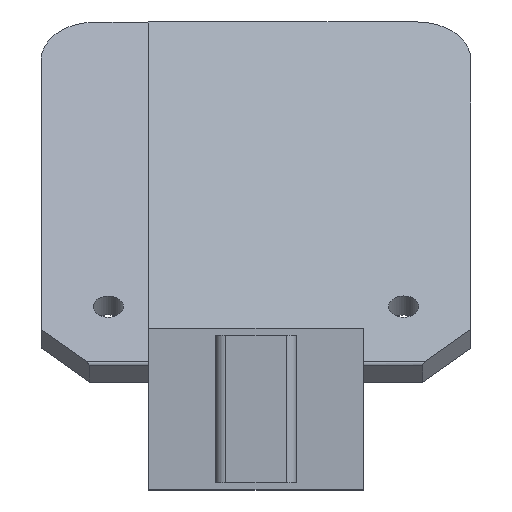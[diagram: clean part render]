
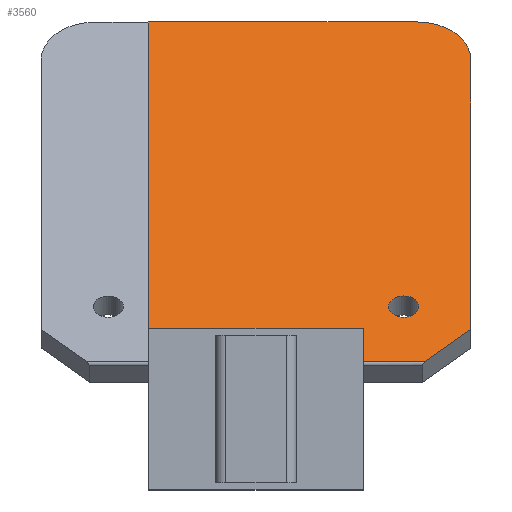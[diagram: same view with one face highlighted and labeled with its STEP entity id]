
A CAD part, top view. The second image highlights one B-rep face of the part: STEP entity #3560.
In plain terms, the highlighted planar face has unit normal (0, 0.707, 0.707).
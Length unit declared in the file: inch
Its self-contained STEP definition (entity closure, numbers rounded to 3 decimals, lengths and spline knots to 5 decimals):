
#116=AXIS2_PLACEMENT_3D('Circle Axis2P3D',#114,#115,$) ;
#3529=AXIS2_PLACEMENT_3D('Plane Axis2P3D',#3526,#3527,#3528) ;
#3544=AXIS2_PLACEMENT_3D('Circle Axis2P3D',#3542,#3543,$) ;
#3553=AXIS2_PLACEMENT_3D('Circle Axis2P3D',#3551,#3552,$) ;
#78=CARTESIAN_POINT('Vertex',(-1.,0.60355,-1.88)) ;
#94=CARTESIAN_POINT('Vertex',(1.,0.60355,-1.88)) ;
#97=CARTESIAN_POINT('Line Origine',(0.,0.60355,-1.88)) ;
#114=CARTESIAN_POINT('Axis2P3D Location',(1.5,3.2552,-4.53165)) ;
#118=CARTESIAN_POINT('Vertex',(1.5,3.60876,-4.8852)) ;
#120=CARTESIAN_POINT('Vertex',(2.,3.2552,-4.53165)) ;
#154=CARTESIAN_POINT('Line Origine',(2.,2.00009,-3.27654)) ;
#158=CARTESIAN_POINT('Vertex',(2.,0.74497,-2.02142)) ;
#520=CARTESIAN_POINT('Vertex',(1.,0.45576,-1.73221)) ;
#711=CARTESIAN_POINT('Line Origine',(1.,0.52966,-1.8061)) ;
#811=CARTESIAN_POINT('Vertex',(1.58,0.44799,-1.72444)) ;
#819=CARTESIAN_POINT('Line Origine',(1.775,0.58588,-1.86232)) ;
#836=CARTESIAN_POINT('Vertex',(1.,0.44799,-1.72444)) ;
#839=CARTESIAN_POINT('Line Origine',(1.,0.45187,-1.72832)) ;
#855=CARTESIAN_POINT('Line Origine',(0.,0.44799,-1.72444)) ;
#2766=CARTESIAN_POINT('Line Origine',(0.25,3.60876,-4.8852)) ;
#2770=CARTESIAN_POINT('Vertex',(-1.,3.60876,-4.8852)) ;
#3408=CARTESIAN_POINT('Line Origine',(-1.,7.05197,-8.32841)) ;
#3526=CARTESIAN_POINT('Axis2P3D Location',(0.,3.60876,-4.8852)) ;
#3542=CARTESIAN_POINT('Axis2P3D Location',(1.375,0.95711,-2.23355)) ;
#3546=CARTESIAN_POINT('Vertex',(1.235,0.95711,-2.23355)) ;
#3548=CARTESIAN_POINT('Vertex',(1.515,0.95711,-2.23355)) ;
#3551=CARTESIAN_POINT('Axis2P3D Location',(1.375,0.95711,-2.23355)) ;
#98=DIRECTION('Vector Direction',(-1.,0.,0.)) ;
#115=DIRECTION('Axis2P3D Direction',(0.,0.707,0.707)) ;
#155=DIRECTION('Vector Direction',(0.,-0.707,0.707)) ;
#712=DIRECTION('Vector Direction',(0.,-0.707,0.707)) ;
#820=DIRECTION('Vector Direction',(0.707,0.5,-0.5)) ;
#840=DIRECTION('Vector Direction',(0.,-0.707,0.707)) ;
#856=DIRECTION('Vector Direction',(1.,0.,0.)) ;
#2767=DIRECTION('Vector Direction',(1.,0.,0.)) ;
#3409=DIRECTION('Vector Direction',(0.,-0.707,0.707)) ;
#3527=DIRECTION('Axis2P3D Direction',(-0.,0.707,0.707)) ;
#3528=DIRECTION('Axis2P3D XDirection',(0.,-0.707,0.707)) ;
#3543=DIRECTION('Axis2P3D Direction',(-0.,0.707,0.707)) ;
#3552=DIRECTION('Axis2P3D Direction',(-0.,0.707,0.707)) ;
#99=VECTOR('Line Direction',#98,0.03937) ;
#156=VECTOR('Line Direction',#155,0.03937) ;
#713=VECTOR('Line Direction',#712,0.03937) ;
#821=VECTOR('Line Direction',#820,0.03937) ;
#841=VECTOR('Line Direction',#840,0.03937) ;
#857=VECTOR('Line Direction',#856,0.03937) ;
#2768=VECTOR('Line Direction',#2767,0.03937) ;
#3410=VECTOR('Line Direction',#3409,0.03937) ;
#3532=ORIENTED_EDGE('',*,*,#101,.F.) ;
#3533=ORIENTED_EDGE('',*,*,#715,.T.) ;
#3534=ORIENTED_EDGE('',*,*,#843,.T.) ;
#3535=ORIENTED_EDGE('',*,*,#859,.T.) ;
#3536=ORIENTED_EDGE('',*,*,#823,.F.) ;
#3537=ORIENTED_EDGE('',*,*,#160,.F.) ;
#3538=ORIENTED_EDGE('',*,*,#122,.F.) ;
#3539=ORIENTED_EDGE('',*,*,#2772,.F.) ;
#3540=ORIENTED_EDGE('',*,*,#3412,.T.) ;
#3557=ORIENTED_EDGE('',*,*,#3550,.F.) ;
#3558=ORIENTED_EDGE('',*,*,#3555,.F.) ;
#3559=FACE_BOUND('',#3556,.T.) ;
#3560=ADVANCED_FACE('PLASTIC',(#3541,#3559),#3530,.T.) ;
#117=CIRCLE('generated circle',#116,0.5) ;
#3545=CIRCLE('generated circle',#3544,0.14) ;
#3554=CIRCLE('generated circle',#3553,0.14) ;
#101=EDGE_CURVE('',#95,#79,#100,.T.) ;
#122=EDGE_CURVE('',#119,#121,#117,.F.) ;
#160=EDGE_CURVE('',#121,#159,#157,.T.) ;
#715=EDGE_CURVE('',#95,#521,#714,.T.) ;
#823=EDGE_CURVE('',#159,#812,#822,.F.) ;
#843=EDGE_CURVE('',#521,#837,#842,.T.) ;
#859=EDGE_CURVE('',#837,#812,#858,.T.) ;
#2772=EDGE_CURVE('',#2771,#119,#2769,.T.) ;
#3412=EDGE_CURVE('',#2771,#79,#3411,.T.) ;
#3550=EDGE_CURVE('',#3547,#3549,#3545,.T.) ;
#3555=EDGE_CURVE('',#3549,#3547,#3554,.T.) ;
#3531=EDGE_LOOP('',(#3532,#3533,#3534,#3535,#3536,#3537,#3538,#3539,#3540)) ;
#3556=EDGE_LOOP('',(#3557,#3558)) ;
#3541=FACE_OUTER_BOUND('',#3531,.T.) ;
#100=LINE('Line',#97,#99) ;
#157=LINE('Line',#154,#156) ;
#714=LINE('Line',#711,#713) ;
#822=LINE('Line',#819,#821) ;
#842=LINE('Line',#839,#841) ;
#858=LINE('Line',#855,#857) ;
#2769=LINE('Line',#2766,#2768) ;
#3411=LINE('Line',#3408,#3410) ;
#3530=PLANE('',#3529) ;
#79=VERTEX_POINT('',#78) ;
#95=VERTEX_POINT('',#94) ;
#119=VERTEX_POINT('',#118) ;
#121=VERTEX_POINT('',#120) ;
#159=VERTEX_POINT('',#158) ;
#521=VERTEX_POINT('',#520) ;
#812=VERTEX_POINT('',#811) ;
#837=VERTEX_POINT('',#836) ;
#2771=VERTEX_POINT('',#2770) ;
#3547=VERTEX_POINT('',#3546) ;
#3549=VERTEX_POINT('',#3548) ;
